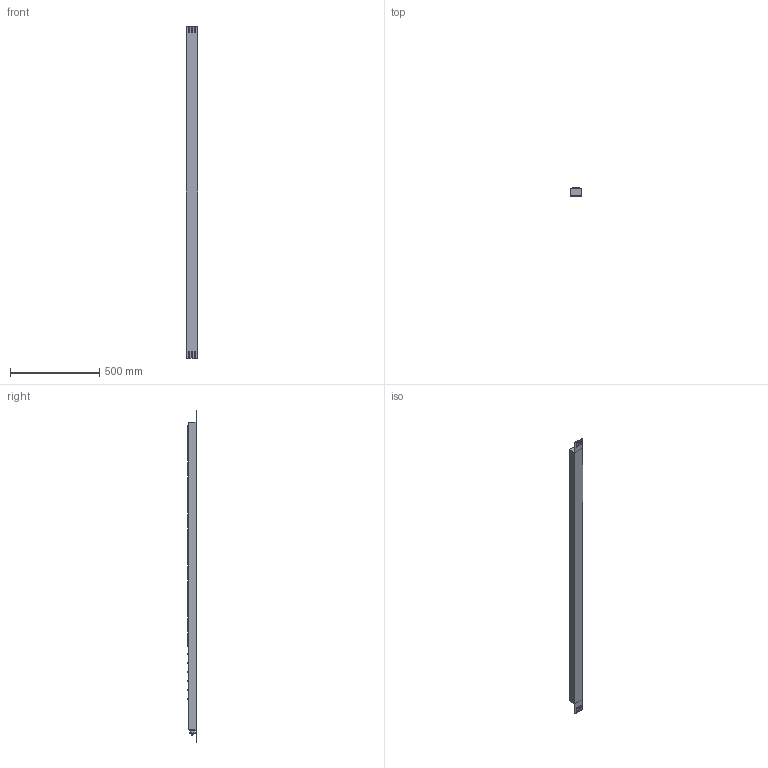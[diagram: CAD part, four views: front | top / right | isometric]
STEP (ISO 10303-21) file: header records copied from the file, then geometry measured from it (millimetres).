
FILE_DESCRIPTION (( 'STEP AP203' ), '1' );
FILE_NAME ('00078824 PDU PV22_30C13_06C19_41.STEP', '2022-10-21T09:05:04', ( '' ), ( '' ), 'SwSTEP 2.0', 'SolidWorks 2022', '' );
FILE_SCHEMA (( 'CONFIG_CONTROL_DESIGN' ));
Length unit declared in the file: millimetre
Products named in the file (1): 00078824 PDU PV22_30C13_06C19_41
Bounding box: 66 x 49 x 1859 mm (x, y, z)
Volume: 5051731.2 mm3; surface area: 506618.6 mm2
Topology: 1 solids, 1 shells, 1592 faces, 3971 edges, 2605 vertices
Faces by surface type: plane 1336, cylinder 254, sphere 2
Entity records: 46816 total; most frequent: CARTESIAN_POINT 8169, ORIENTED_EDGE 7942, DIRECTION 7673, EDGE_CURVE 3971, VECTOR 3455, LINE 3455, VERTEX_POINT 2605, AXIS2_PLACEMENT_3D 2109
